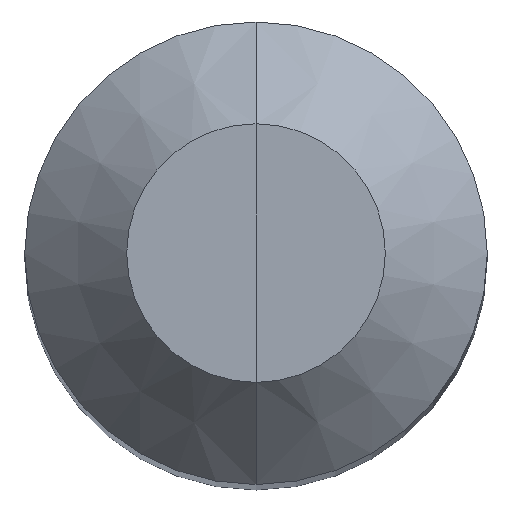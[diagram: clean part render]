
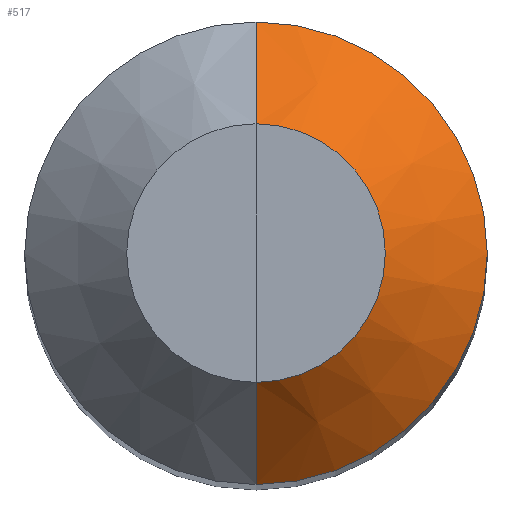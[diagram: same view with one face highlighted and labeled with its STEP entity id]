
A CAD part, top view. The second image highlights one B-rep face of the part: STEP entity #517.
In plain terms, the highlighted conical face has half-angle 45 degrees and reference radius 1.587 mm.
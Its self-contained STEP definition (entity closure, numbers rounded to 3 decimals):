
#403 = CYLINDRICAL_SURFACE('',#404,1.588);
#404 = AXIS2_PLACEMENT_3D('',#405,#406,#407);
#405 = CARTESIAN_POINT('',(0.,0.,-22.209));
#406 = DIRECTION('',(0.,0.,1.));
#407 = DIRECTION('',(0.,-1.,0.));
#441 = VERTEX_POINT('',#442);
#442 = CARTESIAN_POINT('',(0.,1.588,-0.7));
#468 = EDGE_CURVE('',#469,#441,#471,.T.);
#469 = VERTEX_POINT('',#470);
#470 = CARTESIAN_POINT('',(0.,-1.588,-0.7));
#471 = SURFACE_CURVE('',#472,(#477,#484),.PCURVE_S1.);
#472 = CIRCLE('',#473,1.588);
#473 = AXIS2_PLACEMENT_3D('',#474,#475,#476);
#474 = CARTESIAN_POINT('',(0.,0.,-0.7));
#475 = DIRECTION('',(0.,0.,1.));
#476 = DIRECTION('',(0.,-1.,0.));
#477 = PCURVE('',#403,#478);
#478 = DEFINITIONAL_REPRESENTATION('',(#479),#483);
#479 = LINE('',#480,#481);
#480 = CARTESIAN_POINT('',(0.,21.509));
#481 = VECTOR('',#482,1.);
#482 = DIRECTION('',(1.,0.));
#483 = ( GEOMETRIC_REPRESENTATION_CONTEXT(2) 
PARAMETRIC_REPRESENTATION_CONTEXT() REPRESENTATION_CONTEXT('2D SPACE',''
  ) );
#484 = PCURVE('',#485,#490);
#485 = CONICAL_SURFACE('',#486,1.588,0.785);
#486 = AXIS2_PLACEMENT_3D('',#487,#488,#489);
#487 = CARTESIAN_POINT('',(0.,0.,-0.7));
#488 = DIRECTION('',(-0.,-0.,-1.));
#489 = DIRECTION('',(0.,-1.,0.));
#490 = DEFINITIONAL_REPRESENTATION('',(#491),#495);
#491 = LINE('',#492,#493);
#492 = CARTESIAN_POINT('',(-0.,-0.));
#493 = VECTOR('',#494,1.);
#494 = DIRECTION('',(-1.,-0.));
#495 = ( GEOMETRIC_REPRESENTATION_CONTEXT(2) 
PARAMETRIC_REPRESENTATION_CONTEXT() REPRESENTATION_CONTEXT('2D SPACE',''
  ) );
#517 = ADVANCED_FACE('',(#518),#485,.T.);
#518 = FACE_BOUND('',#519,.T.);
#519 = EDGE_LOOP('',(#520,#521,#549,#578));
#520 = ORIENTED_EDGE('',*,*,#468,.T.);
#521 = ORIENTED_EDGE('',*,*,#522,.T.);
#522 = EDGE_CURVE('',#441,#523,#525,.T.);
#523 = VERTEX_POINT('',#524);
#524 = CARTESIAN_POINT('',(0.,0.888,0.));
#525 = SURFACE_CURVE('',#526,(#530,#537),.PCURVE_S1.);
#526 = LINE('',#527,#528);
#527 = CARTESIAN_POINT('',(0.,1.588,-0.7));
#528 = VECTOR('',#529,1.);
#529 = DIRECTION('',(0.,-0.707,0.707)
  );
#530 = PCURVE('',#485,#531);
#531 = DEFINITIONAL_REPRESENTATION('',(#532),#536);
#532 = LINE('',#533,#534);
#533 = CARTESIAN_POINT('',(-3.142,-0.));
#534 = VECTOR('',#535,1.);
#535 = DIRECTION('',(-0.,-1.));
#536 = ( GEOMETRIC_REPRESENTATION_CONTEXT(2) 
PARAMETRIC_REPRESENTATION_CONTEXT() REPRESENTATION_CONTEXT('2D SPACE',''
  ) );
#537 = PCURVE('',#538,#543);
#538 = CONICAL_SURFACE('',#539,1.588,0.785);
#539 = AXIS2_PLACEMENT_3D('',#540,#541,#542);
#540 = CARTESIAN_POINT('',(0.,0.,-0.7));
#541 = DIRECTION('',(-0.,-0.,-1.));
#542 = DIRECTION('',(0.,-1.,0.));
#543 = DEFINITIONAL_REPRESENTATION('',(#544),#548);
#544 = LINE('',#545,#546);
#545 = CARTESIAN_POINT('',(3.142,-0.));
#546 = VECTOR('',#547,1.);
#547 = DIRECTION('',(0.,-1.));
#548 = ( GEOMETRIC_REPRESENTATION_CONTEXT(2) 
PARAMETRIC_REPRESENTATION_CONTEXT() REPRESENTATION_CONTEXT('2D SPACE',''
  ) );
#549 = ORIENTED_EDGE('',*,*,#550,.F.);
#550 = EDGE_CURVE('',#551,#523,#553,.T.);
#551 = VERTEX_POINT('',#552);
#552 = CARTESIAN_POINT('',(0.,-0.888,0.));
#553 = SURFACE_CURVE('',#554,(#559,#566),.PCURVE_S1.);
#554 = CIRCLE('',#555,0.888);
#555 = AXIS2_PLACEMENT_3D('',#556,#557,#558);
#556 = CARTESIAN_POINT('',(0.,0.,0.));
#557 = DIRECTION('',(0.,0.,1.));
#558 = DIRECTION('',(0.,-1.,0.));
#559 = PCURVE('',#485,#560);
#560 = DEFINITIONAL_REPRESENTATION('',(#561),#565);
#561 = LINE('',#562,#563);
#562 = CARTESIAN_POINT('',(-0.,-0.7));
#563 = VECTOR('',#564,1.);
#564 = DIRECTION('',(-1.,-0.));
#565 = ( GEOMETRIC_REPRESENTATION_CONTEXT(2) 
PARAMETRIC_REPRESENTATION_CONTEXT() REPRESENTATION_CONTEXT('2D SPACE',''
  ) );
#566 = PCURVE('',#567,#572);
#567 = PLANE('',#568);
#568 = AXIS2_PLACEMENT_3D('',#569,#570,#571);
#569 = CARTESIAN_POINT('',(0.,0.,0.));
#570 = DIRECTION('',(0.,0.,1.));
#571 = DIRECTION('',(0.,-1.,0.));
#572 = DEFINITIONAL_REPRESENTATION('',(#573),#577);
#573 = CIRCLE('',#574,0.888);
#574 = AXIS2_PLACEMENT_2D('',#575,#576);
#575 = CARTESIAN_POINT('',(0.,0.));
#576 = DIRECTION('',(1.,0.));
#577 = ( GEOMETRIC_REPRESENTATION_CONTEXT(2) 
PARAMETRIC_REPRESENTATION_CONTEXT() REPRESENTATION_CONTEXT('2D SPACE',''
  ) );
#578 = ORIENTED_EDGE('',*,*,#579,.F.);
#579 = EDGE_CURVE('',#469,#551,#580,.T.);
#580 = SURFACE_CURVE('',#581,(#585,#592),.PCURVE_S1.);
#581 = LINE('',#582,#583);
#582 = CARTESIAN_POINT('',(0.,-1.588,-0.7));
#583 = VECTOR('',#584,1.);
#584 = DIRECTION('',(0.,0.707,0.707));
#585 = PCURVE('',#485,#586);
#586 = DEFINITIONAL_REPRESENTATION('',(#587),#591);
#587 = LINE('',#588,#589);
#588 = CARTESIAN_POINT('',(-0.,-0.));
#589 = VECTOR('',#590,1.);
#590 = DIRECTION('',(-0.,-1.));
#591 = ( GEOMETRIC_REPRESENTATION_CONTEXT(2) 
PARAMETRIC_REPRESENTATION_CONTEXT() REPRESENTATION_CONTEXT('2D SPACE',''
  ) );
#592 = PCURVE('',#538,#593);
#593 = DEFINITIONAL_REPRESENTATION('',(#594),#598);
#594 = LINE('',#595,#596);
#595 = CARTESIAN_POINT('',(0.,-0.));
#596 = VECTOR('',#597,1.);
#597 = DIRECTION('',(0.,-1.));
#598 = ( GEOMETRIC_REPRESENTATION_CONTEXT(2) 
PARAMETRIC_REPRESENTATION_CONTEXT() REPRESENTATION_CONTEXT('2D SPACE',''
  ) );
